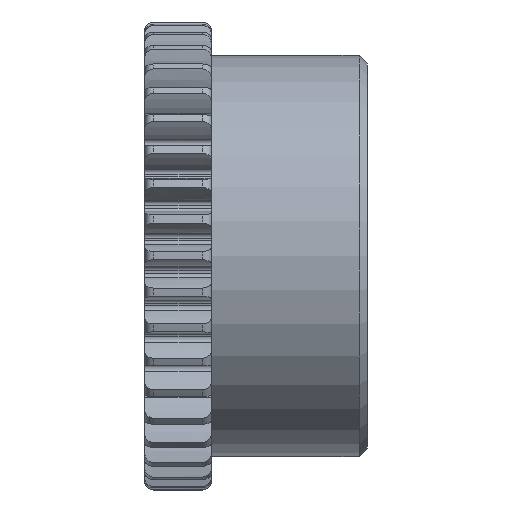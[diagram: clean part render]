
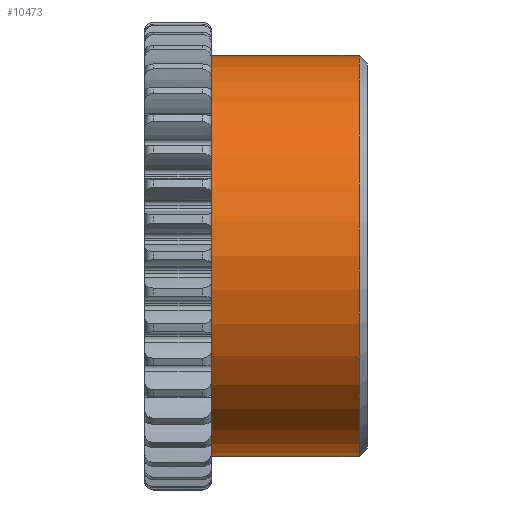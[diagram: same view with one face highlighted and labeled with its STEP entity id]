
A CAD part, top view. The second image highlights one B-rep face of the part: STEP entity #10473.
In plain terms, the highlighted cylindrical face has radius 9 mm (diameter 18 mm), a partial arc.
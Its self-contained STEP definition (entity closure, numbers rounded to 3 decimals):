
#1414=DIRECTION('',(-1.,0.,0.));
#1415=VECTOR('',#1414,6.625);
#1416=CARTESIAN_POINT('',(8.125,-9.,0.));
#1417=LINE('',#1416,#1415);
#1423=DIRECTION('',(-1.,0.,0.));
#1424=VECTOR('',#1423,6.625);
#1425=CARTESIAN_POINT('',(8.125,9.,0.));
#1426=LINE('',#1425,#1424);
#1427=CARTESIAN_POINT('',(1.5,0.,0.));
#1428=DIRECTION('',(1.,0.,0.));
#1429=DIRECTION('',(0.,1.,0.));
#1430=AXIS2_PLACEMENT_3D('',#1427,#1428,#1429);
#2747=CARTESIAN_POINT('',(8.125,0.,0.));
#2748=DIRECTION('',(1.,0.,0.));
#2749=DIRECTION('',(0.,1.,0.));
#2750=AXIS2_PLACEMENT_3D('',#2747,#2748,#2749);
#8710=CARTESIAN_POINT('',(1.5,9.,0.));
#8711=CARTESIAN_POINT('',(1.5,-9.,0.));
#8712=VERTEX_POINT('',#8710);
#8713=VERTEX_POINT('',#8711);
#8714=CARTESIAN_POINT('',(8.125,9.,0.));
#8715=VERTEX_POINT('',#8714);
#8716=CARTESIAN_POINT('',(8.125,-9.,0.));
#8717=VERTEX_POINT('',#8716);
#10462=CARTESIAN_POINT('',(1.15,0.,0.));
#10463=DIRECTION('',(1.,0.,0.));
#10464=DIRECTION('',(0.,-1.,0.));
#10465=AXIS2_PLACEMENT_3D('',#10462,#10463,#10464);
#10466=CYLINDRICAL_SURFACE('',#10465,9.);
#10467=ORIENTED_EDGE('',*,*,#10456,.F.);
#10468=ORIENTED_EDGE('',*,*,#9964,.F.);
#10469=ORIENTED_EDGE('',*,*,#9936,.T.);
#10470=ORIENTED_EDGE('',*,*,#9961,.T.);
#10471=EDGE_LOOP('',(#10467,#10468,#10469,#10470));
#10472=FACE_OUTER_BOUND('',#10471,.F.);
#1431=CIRCLE('',#1430,9.);
#2751=CIRCLE('',#2750,9.);
#9936=EDGE_CURVE('',#8715,#8717,#2751,.T.);
#9961=EDGE_CURVE('',#8717,#8713,#1417,.T.);
#9964=EDGE_CURVE('',#8715,#8712,#1426,.T.);
#10456=EDGE_CURVE('',#8712,#8713,#1431,.T.);
#10473=ADVANCED_FACE('',(#10472),#10466,.T.);
